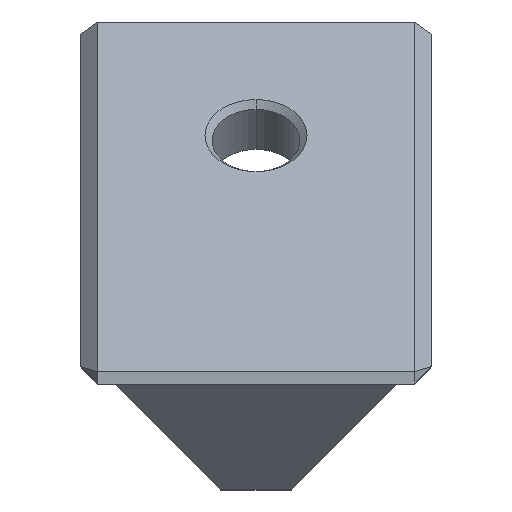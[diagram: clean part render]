
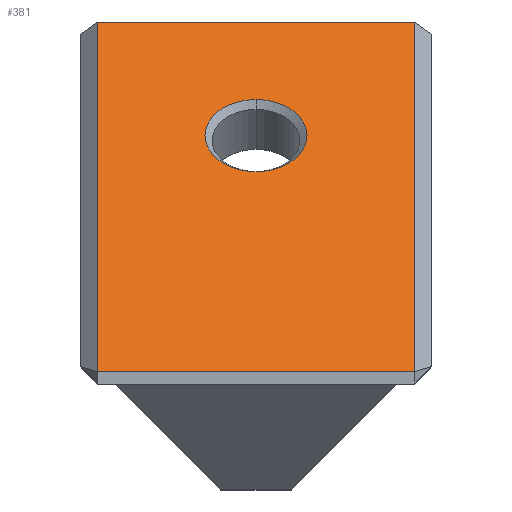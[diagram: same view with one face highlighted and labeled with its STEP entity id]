
A CAD part, top view. The second image highlights one B-rep face of the part: STEP entity #381.
In plain terms, the highlighted planar face has unit normal (0, 0.707, 0.707).
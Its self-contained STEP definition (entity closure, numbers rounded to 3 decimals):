
#3 = DIRECTION ( 'NONE',  ( 0., -0.707, -0.707 ) ) ;
#19 = CARTESIAN_POINT ( 'NONE',  ( -4.5, 10.303, -5.303 ) ) ;
#25 = EDGE_CURVE ( 'NONE', #653, #944, #231, .T. ) ;
#44 = EDGE_CURVE ( 'NONE', #953, #296, #856, .T. ) ;
#102 = LINE ( 'NONE', #436, #934 ) ;
#113 = DIRECTION ( 'NONE',  ( 0., -0.707, 0.707 ) ) ;
#184 = DIRECTION ( 'NONE',  ( 0., -0.707, -0.707 ) ) ;
#192 = VECTOR ( 'NONE', #905, 1000. ) ;
#198 = PLANE ( 'NONE',  #424 ) ;
#208 = ORIENTED_EDGE ( 'NONE', *, *, #464, .T. ) ;
#218 = VERTEX_POINT ( 'NONE', #747 ) ;
#231 = LINE ( 'NONE', #561, #192 ) ;
#273 = FACE_BOUND ( 'NONE', #1045, .T. ) ;
#284 = DIRECTION ( 'NONE',  ( 1., 0., 0. ) ) ;
#296 = VERTEX_POINT ( 'NONE', #745 ) ;
#307 = DIRECTION ( 'NONE',  ( 0., 0.707, -0.707 ) ) ;
#348 = ORIENTED_EDGE ( 'NONE', *, *, #408, .T. ) ;
#353 = EDGE_CURVE ( 'NONE', #944, #218, #102, .T. ) ;
#370 = VECTOR ( 'NONE', #284, 1000. ) ;
#377 = DIRECTION ( 'NONE',  ( 0., -0.707, -0.707 ) ) ;
#381 = ADVANCED_FACE ( 'NONE', ( #273, #950 ), #198, .F. ) ;
#408 = EDGE_CURVE ( 'NONE', #296, #953, #1038, .T. ) ;
#424 = AXIS2_PLACEMENT_3D ( 'NONE', #1021, #184, #425 ) ;
#425 = DIRECTION ( 'NONE',  ( 0., 0.707, -0.707 ) ) ;
#436 = CARTESIAN_POINT ( 'NONE',  ( -4.5, 0., 5. ) ) ;
#445 = VECTOR ( 'NONE', #974, 1000. ) ;
#464 = EDGE_CURVE ( 'NONE', #218, #678, #894, .T. ) ;
#486 = CARTESIAN_POINT ( 'NONE',  ( 0., 7.071, -2.071 ) ) ;
#511 = ORIENTED_EDGE ( 'NONE', *, *, #761, .T. ) ;
#533 = ORIENTED_EDGE ( 'NONE', *, *, #353, .T. ) ;
#542 = LINE ( 'NONE', #624, #445 ) ;
#561 = CARTESIAN_POINT ( 'NONE',  ( 5., 10.303, -5.303 ) ) ;
#594 = ORIENTED_EDGE ( 'NONE', *, *, #25, .T. ) ;
#624 = CARTESIAN_POINT ( 'NONE',  ( 4.5, 5., 0. ) ) ;
#653 = VERTEX_POINT ( 'NONE', #998 ) ;
#678 = VERTEX_POINT ( 'NONE', #926 ) ;
#745 = CARTESIAN_POINT ( 'NONE',  ( 0., 8.096, -3.096 ) ) ;
#747 = CARTESIAN_POINT ( 'NONE',  ( -4.5, 0.354, 4.646 ) ) ;
#761 = EDGE_CURVE ( 'NONE', #678, #653, #542, .T. ) ;
#792 = CARTESIAN_POINT ( 'NONE',  ( 0., 7.071, -2.071 ) ) ;
#856 = CIRCLE ( 'NONE', #1068, 1.45 ) ;
#862 = AXIS2_PLACEMENT_3D ( 'NONE', #792, #377, #307 ) ;
#863 = ORIENTED_EDGE ( 'NONE', *, *, #44, .T. ) ;
#894 = LINE ( 'NONE', #968, #370 ) ;
#905 = DIRECTION ( 'NONE',  ( -1., 0., 0. ) ) ;
#926 = CARTESIAN_POINT ( 'NONE',  ( 4.5, 0.354, 4.646 ) ) ;
#934 = VECTOR ( 'NONE', #113, 1000. ) ;
#944 = VERTEX_POINT ( 'NONE', #19 ) ;
#950 = FACE_OUTER_BOUND ( 'NONE', #976, .T. ) ;
#953 = VERTEX_POINT ( 'NONE', #1013 ) ;
#968 = CARTESIAN_POINT ( 'NONE',  ( 5., 0.354, 4.646 ) ) ;
#974 = DIRECTION ( 'NONE',  ( 0., 0.707, -0.707 ) ) ;
#976 = EDGE_LOOP ( 'NONE', ( #511, #594, #533, #208 ) ) ;
#990 = DIRECTION ( 'NONE',  ( 0., 0.707, -0.707 ) ) ;
#998 = CARTESIAN_POINT ( 'NONE',  ( 4.5, 10.303, -5.303 ) ) ;
#1013 = CARTESIAN_POINT ( 'NONE',  ( 0., 6.046, -1.046 ) ) ;
#1021 = CARTESIAN_POINT ( 'NONE',  ( 5., 5., 0. ) ) ;
#1038 = CIRCLE ( 'NONE', #862, 1.45 ) ;
#1045 = EDGE_LOOP ( 'NONE', ( #863, #348 ) ) ;
#1068 = AXIS2_PLACEMENT_3D ( 'NONE', #486, #3, #990 ) ;
